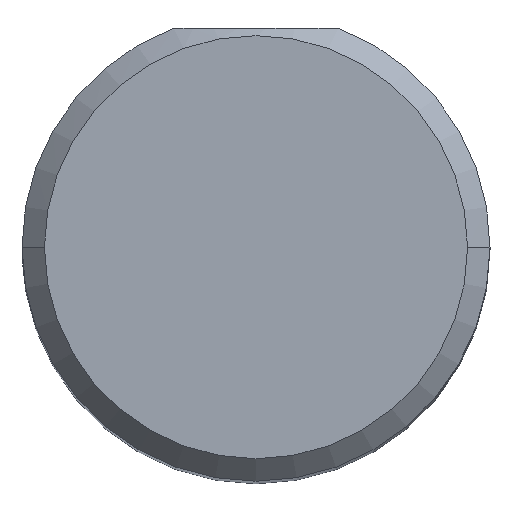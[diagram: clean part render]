
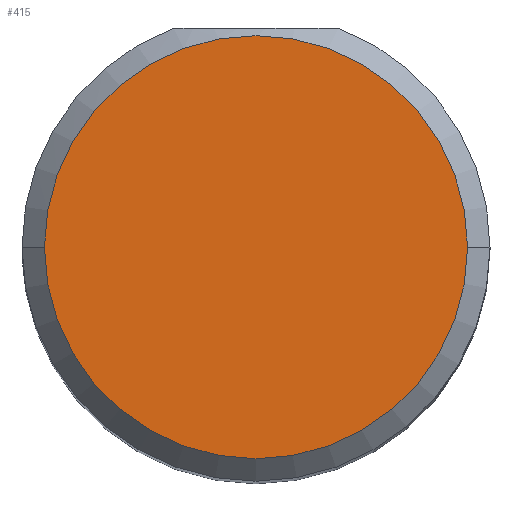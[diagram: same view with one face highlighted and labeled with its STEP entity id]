
A CAD part, top view. The second image highlights one B-rep face of the part: STEP entity #415.
In plain terms, the highlighted planar face has unit normal (0, 0, 1).
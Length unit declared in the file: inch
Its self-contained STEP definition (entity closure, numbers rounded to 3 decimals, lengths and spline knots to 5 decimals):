
#4 = AXIS2_PLACEMENT_3D ( 'NONE', #217, #483, #261 ) ;
#14 = DIRECTION ( 'NONE',  ( -1., 0., 0. ) ) ;
#93 = FACE_OUTER_BOUND ( 'NONE', #101, .T. ) ;
#101 = EDGE_LOOP ( 'NONE', ( #506, #108 ) ) ;
#108 = ORIENTED_EDGE ( 'NONE', *, *, #216, .F. ) ;
#121 = CARTESIAN_POINT ( 'NONE',  ( 0.625, 0., 2.5 ) ) ;
#147 = CARTESIAN_POINT ( 'NONE',  ( 0.625, 0., 2.5 ) ) ;
#185 = VERTEX_POINT ( 'NONE', #519 ) ;
#188 = CARTESIAN_POINT ( 'NONE',  ( 0.48375, 0., 2.5 ) ) ;
#216 = EDGE_CURVE ( 'NONE', #503, #185, #295, .T. ) ;
#217 = CARTESIAN_POINT ( 'NONE',  ( 0.625, 0., 2.5 ) ) ;
#221 = AXIS2_PLACEMENT_3D ( 'NONE', #147, #538, #14 ) ;
#249 = DIRECTION ( 'NONE',  ( 0., 0., -1. ) ) ;
#261 = DIRECTION ( 'NONE',  ( -1., 0., 0. ) ) ;
#295 = CIRCLE ( 'NONE', #373, 0.14125 ) ;
#296 = DIRECTION ( 'NONE',  ( -1., 0., 0. ) ) ;
#299 = PLANE ( 'NONE',  #4 ) ;
#361 = EDGE_CURVE ( 'NONE', #185, #503, #479, .T. ) ;
#373 = AXIS2_PLACEMENT_3D ( 'NONE', #121, #249, #296 ) ;
#415 = ADVANCED_FACE ( 'NONE', ( #93 ), #299, .T. ) ;
#479 = CIRCLE ( 'NONE', #221, 0.14125 ) ;
#483 = DIRECTION ( 'NONE',  ( 0., 0., 1. ) ) ;
#503 = VERTEX_POINT ( 'NONE', #188 ) ;
#506 = ORIENTED_EDGE ( 'NONE', *, *, #361, .F. ) ;
#519 = CARTESIAN_POINT ( 'NONE',  ( 0.76625, 0., 2.5 ) ) ;
#538 = DIRECTION ( 'NONE',  ( 0., 0., -1. ) ) ;
